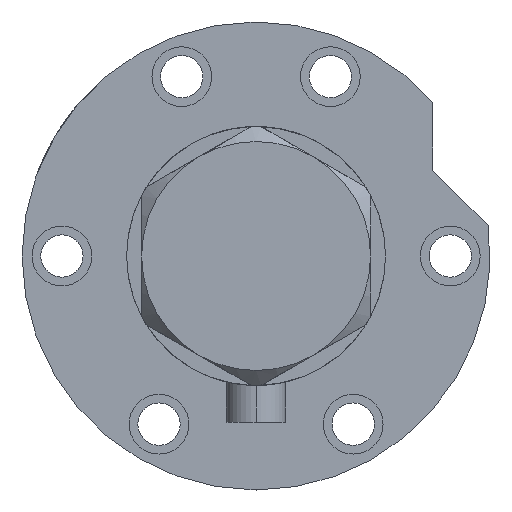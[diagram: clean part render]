
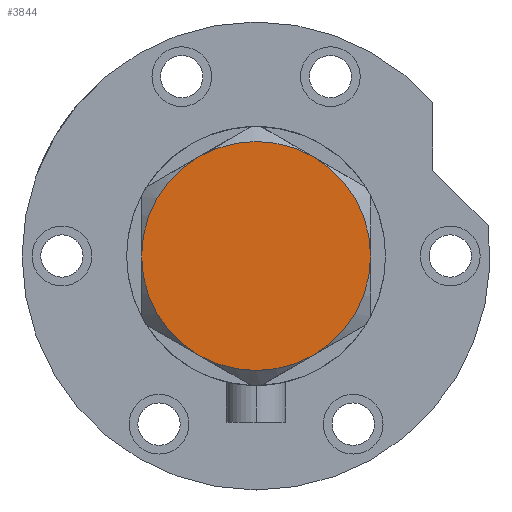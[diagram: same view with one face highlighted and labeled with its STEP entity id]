
A CAD part, left-side view. The second image highlights one B-rep face of the part: STEP entity #3844.
In plain terms, the highlighted face is planar.
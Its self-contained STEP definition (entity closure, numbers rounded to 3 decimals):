
#98 = CARTESIAN_POINT ( 'NONE',  ( 0., 0., 9. ) ) ;
#138 = CIRCLE ( 'NONE', #4104, 23. ) ;
#143 = DIRECTION ( 'NONE',  ( 1., 0., 0. ) ) ;
#170 = EDGE_CURVE ( 'NONE', #3679, #1044, #5632, .T. ) ;
#225 = CIRCLE ( 'NONE', #3878, 23. ) ;
#231 = PLANE ( 'NONE',  #1471 ) ;
#356 = CARTESIAN_POINT ( 'NONE',  ( 11.5, 19.919, 9. ) ) ;
#365 = DIRECTION ( 'NONE',  ( 0., 0., 1. ) ) ;
#403 = DIRECTION ( 'NONE',  ( 0., 0., 1. ) ) ;
#407 = CARTESIAN_POINT ( 'NONE',  ( -11.5, 19.919, 9. ) ) ;
#448 = CIRCLE ( 'NONE', #4199, 23. ) ;
#497 = ORIENTED_EDGE ( 'NONE', *, *, #6403, .T. ) ;
#647 = DIRECTION ( 'NONE',  ( 0., 0., 1. ) ) ;
#669 = VERTEX_POINT ( 'NONE', #2642 ) ;
#683 = DIRECTION ( 'NONE',  ( 1., 0., 0. ) ) ;
#1044 = VERTEX_POINT ( 'NONE', #2802 ) ;
#1057 = CIRCLE ( 'NONE', #5220, 23. ) ;
#1085 = ORIENTED_EDGE ( 'NONE', *, *, #4738, .T. ) ;
#1199 = ORIENTED_EDGE ( 'NONE', *, *, #5285, .T. ) ;
#1291 = DIRECTION ( 'NONE',  ( 0., 0., 1. ) ) ;
#1471 = AXIS2_PLACEMENT_3D ( 'NONE', #6176, #4621, #6145 ) ;
#1483 = VERTEX_POINT ( 'NONE', #3322 ) ;
#1518 = VERTEX_POINT ( 'NONE', #407 ) ;
#1621 = DIRECTION ( 'NONE',  ( 1., 0., 0. ) ) ;
#1784 = CARTESIAN_POINT ( 'NONE',  ( 0., 0., 9. ) ) ;
#1864 = ORIENTED_EDGE ( 'NONE', *, *, #2713, .T. ) ;
#1966 = VERTEX_POINT ( 'NONE', #356 ) ;
#2110 = DIRECTION ( 'NONE',  ( 0., 0., 1. ) ) ;
#2156 = CARTESIAN_POINT ( 'NONE',  ( 0., 0., 9. ) ) ;
#2339 = CARTESIAN_POINT ( 'NONE',  ( 0., 0., 9. ) ) ;
#2402 = ORIENTED_EDGE ( 'NONE', *, *, #3094, .T. ) ;
#2598 = CIRCLE ( 'NONE', #6292, 23. ) ;
#2642 = CARTESIAN_POINT ( 'NONE',  ( -11.5, -19.919, 9. ) ) ;
#2713 = EDGE_CURVE ( 'NONE', #1044, #1966, #1057, .T. ) ;
#2772 = DIRECTION ( 'NONE',  ( 1., 0., 0. ) ) ;
#2802 = CARTESIAN_POINT ( 'NONE',  ( 23., 0., 9. ) ) ;
#2908 = CARTESIAN_POINT ( 'NONE',  ( 0., 0., 9. ) ) ;
#3053 = DIRECTION ( 'NONE',  ( 0., 0., 1. ) ) ;
#3094 = EDGE_CURVE ( 'NONE', #669, #3679, #2598, .T. ) ;
#3322 = CARTESIAN_POINT ( 'NONE',  ( -23., 0., 9. ) ) ;
#3502 = CARTESIAN_POINT ( 'NONE',  ( 0., 0., 9. ) ) ;
#3679 = VERTEX_POINT ( 'NONE', #4177 ) ;
#3816 = DIRECTION ( 'NONE',  ( 1., 0., 0. ) ) ;
#3844 = ADVANCED_FACE ( 'NONE', ( #4120 ), #231, .T. ) ;
#3878 = AXIS2_PLACEMENT_3D ( 'NONE', #2156, #647, #683 ) ;
#4104 = AXIS2_PLACEMENT_3D ( 'NONE', #1784, #1291, #3816 ) ;
#4120 = FACE_OUTER_BOUND ( 'NONE', #5063, .T. ) ;
#4177 = CARTESIAN_POINT ( 'NONE',  ( 11.5, -19.919, 9. ) ) ;
#4199 = AXIS2_PLACEMENT_3D ( 'NONE', #3502, #3053, #143 ) ;
#4621 = DIRECTION ( 'NONE',  ( 0., 0., 1. ) ) ;
#4738 = EDGE_CURVE ( 'NONE', #1518, #1483, #225, .T. ) ;
#5063 = EDGE_LOOP ( 'NONE', ( #6088, #1864, #1199, #1085, #497, #2402 ) ) ;
#5220 = AXIS2_PLACEMENT_3D ( 'NONE', #2908, #403, #5348 ) ;
#5285 = EDGE_CURVE ( 'NONE', #1966, #1518, #448, .T. ) ;
#5348 = DIRECTION ( 'NONE',  ( 1., 0., 0. ) ) ;
#5632 = CIRCLE ( 'NONE', #6473, 23. ) ;
#6088 = ORIENTED_EDGE ( 'NONE', *, *, #170, .T. ) ;
#6145 = DIRECTION ( 'NONE',  ( 1., 0., 0. ) ) ;
#6176 = CARTESIAN_POINT ( 'NONE',  ( 0., 0., 9. ) ) ;
#6292 = AXIS2_PLACEMENT_3D ( 'NONE', #2339, #365, #2772 ) ;
#6403 = EDGE_CURVE ( 'NONE', #1483, #669, #138, .T. ) ;
#6473 = AXIS2_PLACEMENT_3D ( 'NONE', #98, #2110, #1621 ) ;
